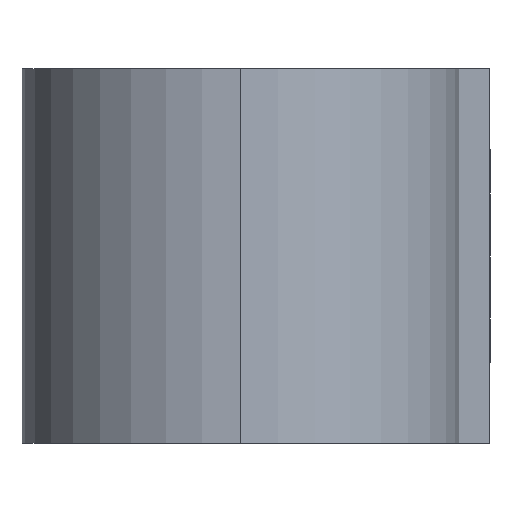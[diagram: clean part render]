
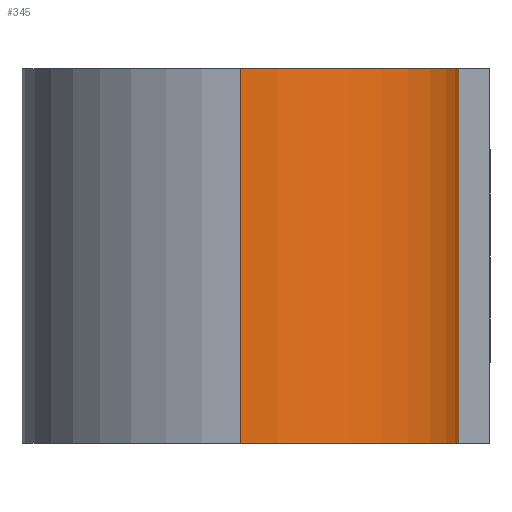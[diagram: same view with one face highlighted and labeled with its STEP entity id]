
A CAD part, left-side view. The second image highlights one B-rep face of the part: STEP entity #345.
In plain terms, the highlighted cylindrical face has radius 7 mm (diameter 14 mm), a partial arc.
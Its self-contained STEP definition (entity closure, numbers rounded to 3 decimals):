
#16 = CARTESIAN_POINT ( 'NONE',  ( 0., 6.5, 6. ) ) ;
#60 = AXIS2_PLACEMENT_3D ( 'NONE', #826, #486, #740 ) ;
#64 = VERTEX_POINT ( 'NONE', #714 ) ;
#90 = CARTESIAN_POINT ( 'NONE',  ( 0., -0.5, 6. ) ) ;
#131 = CARTESIAN_POINT ( 'NONE',  ( 0., 6.5, -6. ) ) ;
#135 = DIRECTION ( 'NONE',  ( 0., 0., 1. ) ) ;
#224 = DIRECTION ( 'NONE',  ( 0., 0., -1. ) ) ;
#246 = EDGE_CURVE ( 'NONE', #64, #314, #311, .T. ) ;
#252 = VERTEX_POINT ( 'NONE', #664 ) ;
#279 = DIRECTION ( 'NONE',  ( -1., 0., 0. ) ) ;
#294 = CARTESIAN_POINT ( 'NONE',  ( -7., 6.5, 6. ) ) ;
#309 = VERTEX_POINT ( 'NONE', #454 ) ;
#311 = CIRCLE ( 'NONE', #489, 7. ) ;
#314 = VERTEX_POINT ( 'NONE', #481 ) ;
#345 = ADVANCED_FACE ( 'NONE', ( #624 ), #348, .T. ) ;
#348 = CYLINDRICAL_SURFACE ( 'NONE', #656, 7. ) ;
#369 = VECTOR ( 'NONE', #513, 1000. ) ;
#415 = ORIENTED_EDGE ( 'NONE', *, *, #607, .T. ) ;
#448 = EDGE_LOOP ( 'NONE', ( #505, #415, #595, #770 ) ) ;
#454 = CARTESIAN_POINT ( 'NONE',  ( 0., -0.5, 6. ) ) ;
#465 = DIRECTION ( 'NONE',  ( -1., 0., 0. ) ) ;
#481 = CARTESIAN_POINT ( 'NONE',  ( 0., -0.5, -6. ) ) ;
#486 = DIRECTION ( 'NONE',  ( 0., 0., 1. ) ) ;
#489 = AXIS2_PLACEMENT_3D ( 'NONE', #131, #135, #465 ) ;
#505 = ORIENTED_EDGE ( 'NONE', *, *, #679, .F. ) ;
#513 = DIRECTION ( 'NONE',  ( 0., 0., -1. ) ) ;
#537 = LINE ( 'NONE', #294, #768 ) ;
#595 = ORIENTED_EDGE ( 'NONE', *, *, #246, .T. ) ;
#597 = CIRCLE ( 'NONE', #60, 7. ) ;
#607 = EDGE_CURVE ( 'NONE', #252, #64, #537, .T. ) ;
#624 = FACE_OUTER_BOUND ( 'NONE', #448, .T. ) ;
#628 = DIRECTION ( 'NONE',  ( 0., 0., -1. ) ) ;
#656 = AXIS2_PLACEMENT_3D ( 'NONE', #16, #628, #279 ) ;
#664 = CARTESIAN_POINT ( 'NONE',  ( -7., 6.5, 6. ) ) ;
#679 = EDGE_CURVE ( 'NONE', #252, #309, #597, .T. ) ;
#698 = LINE ( 'NONE', #90, #369 ) ;
#714 = CARTESIAN_POINT ( 'NONE',  ( -7., 6.5, -6. ) ) ;
#740 = DIRECTION ( 'NONE',  ( -1., 0., 0. ) ) ;
#761 = EDGE_CURVE ( 'NONE', #309, #314, #698, .T. ) ;
#768 = VECTOR ( 'NONE', #224, 1000. ) ;
#770 = ORIENTED_EDGE ( 'NONE', *, *, #761, .F. ) ;
#826 = CARTESIAN_POINT ( 'NONE',  ( 0., 6.5, 6. ) ) ;
